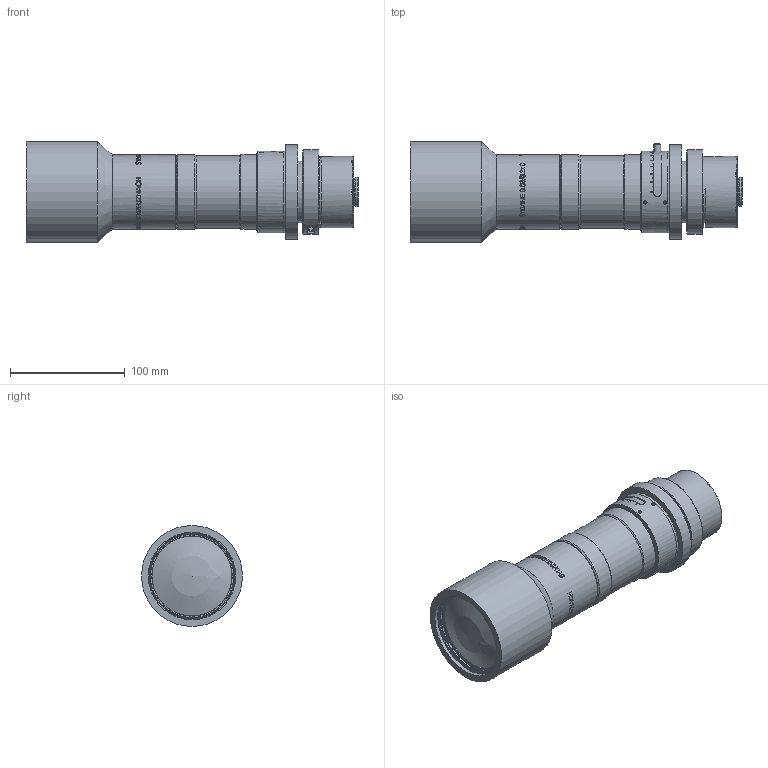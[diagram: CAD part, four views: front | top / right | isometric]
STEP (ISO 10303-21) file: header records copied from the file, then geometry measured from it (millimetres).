
FILE_DESCRIPTION(/* description */ (''),/* implementation_level */ '2;1');
FILE_NAME(/* name */ '35854_00166657_001.stp',/* time_stamp */ '2022-02-02T09:25:50+01:00',/* author */ (''),/* organization */ (''),/* preprocessor_version */ 'ST-DEVELOPER v16',/* originating_system */ 'SIEMENS PLM Software NX 10.0',/* authorisation */ '');
FILE_SCHEMA (('AP203_CONFIGURATION_CONTROLLED_3D_DESIGN_OF_MECHANICAL_PARTS_AND_ASSEMBLIES_MIM_LF { 1 0 10303 403 2 1 2}'));
Length unit declared in the file: millimetre
Products named in the file (1): Froe346C7341nz7x
Bounding box: 289.4 x 88 x 88 mm (x, y, z)
Volume: 1105633.4 mm3; surface area: 114088.6 mm2
Topology: 1 solids, 16 shells, 578 faces, 1789 edges, 1386 vertices
Faces by surface type: plane 279, cylinder 232, cone 57, torus 8, sphere 2
Full cylindrical faces by diameter (mm): 1.5 x1, 1.7 x4, 1.9 x4, 2.05 x7, 2.5 x7, 3 x2, 3.3 x1, 6 x1, 21 x1, 23.5 x1, 24.4 x1, 25.62 x1, 26.2 x1, 27 x1, 27.3 x1, 27.58 x1, 28.2 x1, 31 x1, 33 x1, 41.5 x1, 44.2 x1, 45 x1, 45.3 x1, 45.46 x1, 46.5 x1, 49.6 x1, 50 x1, 54 x3, 62 x1, 63 x1
Entity records: 22797 total; most frequent: CARTESIAN_POINT 8123, ORIENTED_EDGE 3208, DIRECTION 2381, EDGE_CURVE 1611, VERTEX_POINT 1341, AXIS2_PLACEMENT_3D 897, EDGE_LOOP 869, B_SPLINE_CURVE_WITH_KNOTS 706
